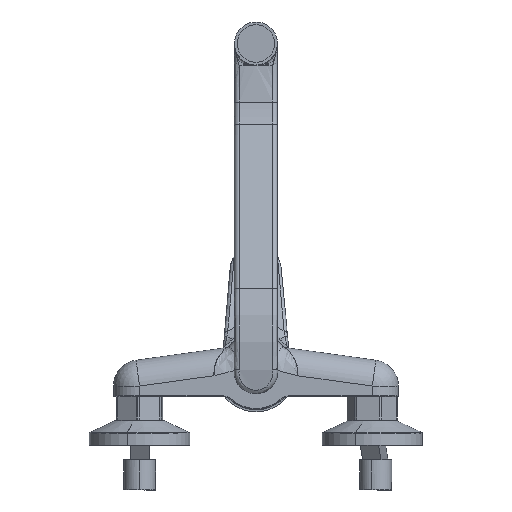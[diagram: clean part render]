
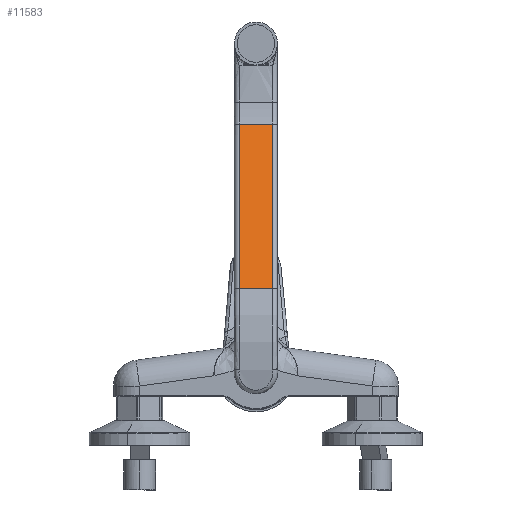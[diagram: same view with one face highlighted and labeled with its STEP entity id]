
A CAD part, front view. The second image highlights one B-rep face of the part: STEP entity #11583.
In plain terms, the highlighted face is planar.
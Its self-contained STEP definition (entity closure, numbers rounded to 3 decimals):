
#130 = EDGE_LOOP ( 'NONE', ( #15942, #18164, #1413, #11374 ) ) ;
#1102 = VERTEX_POINT ( 'NONE', #24690 ) ;
#1179 = VECTOR ( 'NONE', #10436, 1000. ) ;
#1413 = ORIENTED_EDGE ( 'NONE', *, *, #22387, .T. ) ;
#1973 = CARTESIAN_POINT ( 'NONE',  ( 52.95, -8.5, -10.6 ) ) ;
#2430 = DIRECTION ( 'NONE',  ( 0., 0., 1. ) ) ;
#2962 = VECTOR ( 'NONE', #25659, 1000. ) ;
#4817 = VECTOR ( 'NONE', #22424, 1000. ) ;
#5565 = LINE ( 'NONE', #13985, #4817 ) ;
#7556 = CARTESIAN_POINT ( 'NONE',  ( 52.95, -8.5, 13.6 ) ) ;
#8033 = EDGE_CURVE ( 'NONE', #16274, #21942, #5565, .T. ) ;
#8826 = LINE ( 'NONE', #17225, #2962 ) ;
#10436 = DIRECTION ( 'NONE',  ( 0.95, 0.313, 0. ) ) ;
#11374 = ORIENTED_EDGE ( 'NONE', *, *, #8033, .T. ) ;
#11583 = ADVANCED_FACE ( 'NONE', ( #18047 ), #26478, .F. ) ;
#12946 = LINE ( 'NONE', #21371, #15342 ) ;
#13985 = CARTESIAN_POINT ( 'NONE',  ( 52.95, -8.5, 10.6 ) ) ;
#15342 = VECTOR ( 'NONE', #2430, 1000. ) ;
#15942 = ORIENTED_EDGE ( 'NONE', *, *, #20449, .T. ) ;
#15961 = DIRECTION ( 'NONE',  ( -0.313, 0.95, 0. ) ) ;
#16274 = VERTEX_POINT ( 'NONE', #25058 ) ;
#17225 = CARTESIAN_POINT ( 'NONE',  ( 52.95, -8.5, 13.6 ) ) ;
#17325 = AXIS2_PLACEMENT_3D ( 'NONE', #7556, #15961, #24386 ) ;
#18047 = FACE_OUTER_BOUND ( 'NONE', #130, .T. ) ;
#18164 = ORIENTED_EDGE ( 'NONE', *, *, #25892, .T. ) ;
#20449 = EDGE_CURVE ( 'NONE', #21942, #22173, #8826, .T. ) ;
#20908 = LINE ( 'NONE', #1973, #1179 ) ;
#21371 = CARTESIAN_POINT ( 'NONE',  ( 156.663, 25.686, 13.6 ) ) ;
#21942 = VERTEX_POINT ( 'NONE', #24332 ) ;
#22173 = VERTEX_POINT ( 'NONE', #24171 ) ;
#22387 = EDGE_CURVE ( 'NONE', #1102, #16274, #12946, .T. ) ;
#22424 = DIRECTION ( 'NONE',  ( -0.95, -0.313, 0. ) ) ;
#24171 = CARTESIAN_POINT ( 'NONE',  ( 52.95, -8.5, -10.6 ) ) ;
#24332 = CARTESIAN_POINT ( 'NONE',  ( 52.95, -8.5, 10.6 ) ) ;
#24386 = DIRECTION ( 'NONE',  ( -0.95, -0.313, 0. ) ) ;
#24690 = CARTESIAN_POINT ( 'NONE',  ( 156.663, 25.686, -10.6 ) ) ;
#25058 = CARTESIAN_POINT ( 'NONE',  ( 156.663, 25.686, 10.6 ) ) ;
#25659 = DIRECTION ( 'NONE',  ( 0., 0., -1. ) ) ;
#25892 = EDGE_CURVE ( 'NONE', #22173, #1102, #20908, .T. ) ;
#26478 = PLANE ( 'NONE',  #17325 ) ;
